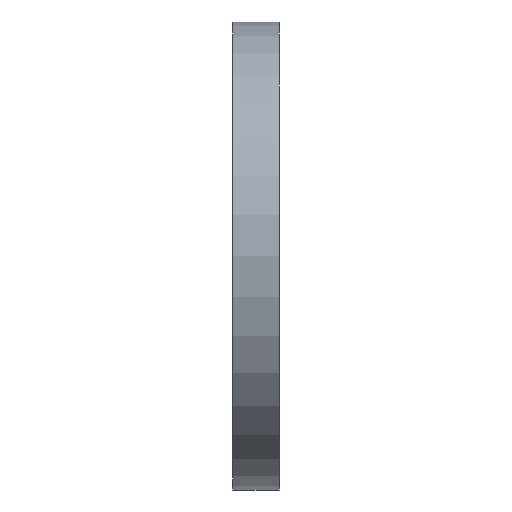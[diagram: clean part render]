
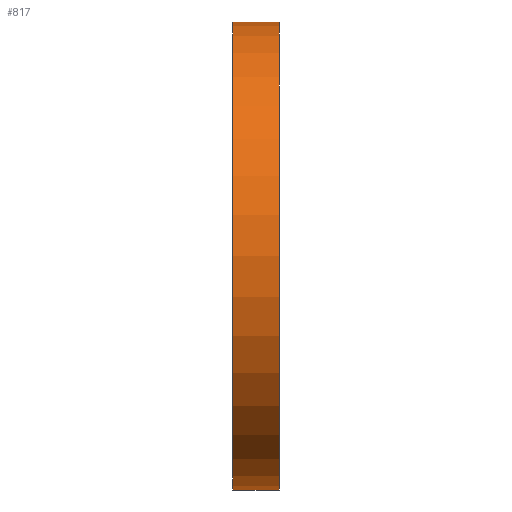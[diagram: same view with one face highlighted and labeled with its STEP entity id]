
A CAD part, left-side view. The second image highlights one B-rep face of the part: STEP entity #817.
In plain terms, the highlighted cylindrical face has radius 50 mm (diameter 100 mm), a partial arc.
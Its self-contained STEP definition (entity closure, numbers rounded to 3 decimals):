
#320 = DIRECTION ( 'NONE',  ( 0., 0., 1. ) ) ;
#639 = LINE ( 'NONE', #9267, #11555 ) ;
#774 = CARTESIAN_POINT ( 'NONE',  ( 0., 0., -50. ) ) ;
#817 = ADVANCED_FACE ( 'NONE', ( #1117 ), #2757, .T. ) ;
#869 = DIRECTION ( 'NONE',  ( 0., -1., 0. ) ) ;
#1113 = DIRECTION ( 'NONE',  ( 0., 0., 1. ) ) ;
#1117 = FACE_OUTER_BOUND ( 'NONE', #7155, .T. ) ;
#1300 = ORIENTED_EDGE ( 'NONE', *, *, #9694, .T. ) ;
#1308 = ORIENTED_EDGE ( 'NONE', *, *, #13441, .F. ) ;
#2232 = VERTEX_POINT ( 'NONE', #4215 ) ;
#2574 = VERTEX_POINT ( 'NONE', #3886 ) ;
#2747 = AXIS2_PLACEMENT_3D ( 'NONE', #12660, #6234, #1113 ) ;
#2757 = CYLINDRICAL_SURFACE ( 'NONE', #13098, 50. ) ;
#2803 = CARTESIAN_POINT ( 'NONE',  ( 0., 10., -50. ) ) ;
#3034 = ORIENTED_EDGE ( 'NONE', *, *, #4315, .F. ) ;
#3741 = CARTESIAN_POINT ( 'NONE',  ( 0., 10., 50. ) ) ;
#3886 = CARTESIAN_POINT ( 'NONE',  ( 0., 10., 50. ) ) ;
#4215 = CARTESIAN_POINT ( 'NONE',  ( 0., 0., 50. ) ) ;
#4315 = EDGE_CURVE ( 'NONE', #2574, #2232, #13151, .T. ) ;
#4475 = VERTEX_POINT ( 'NONE', #774 ) ;
#4617 = VERTEX_POINT ( 'NONE', #2803 ) ;
#4922 = CARTESIAN_POINT ( 'NONE',  ( 0., 10., 0. ) ) ;
#5068 = CIRCLE ( 'NONE', #11617, 50. ) ;
#5594 = DIRECTION ( 'NONE',  ( 0., 1., 0. ) ) ;
#6234 = DIRECTION ( 'NONE',  ( 0., 1., 0. ) ) ;
#6936 = DIRECTION ( 'NONE',  ( 0., 0., -1. ) ) ;
#7155 = EDGE_LOOP ( 'NONE', ( #3034, #1308, #1300, #11406 ) ) ;
#7912 = DIRECTION ( 'NONE',  ( 0., -1., 0. ) ) ;
#8534 = VECTOR ( 'NONE', #7912, 1000. ) ;
#9267 = CARTESIAN_POINT ( 'NONE',  ( 0., 10., -50. ) ) ;
#9425 = CIRCLE ( 'NONE', #2747, 50. ) ;
#9694 = EDGE_CURVE ( 'NONE', #4617, #4475, #639, .T. ) ;
#9705 = EDGE_CURVE ( 'NONE', #4475, #2232, #9425, .T. ) ;
#11406 = ORIENTED_EDGE ( 'NONE', *, *, #9705, .T. ) ;
#11555 = VECTOR ( 'NONE', #869, 1000. ) ;
#11617 = AXIS2_PLACEMENT_3D ( 'NONE', #12993, #5594, #320 ) ;
#12301 = DIRECTION ( 'NONE',  ( 0., -1., 0. ) ) ;
#12660 = CARTESIAN_POINT ( 'NONE',  ( 0., 0., 0. ) ) ;
#12993 = CARTESIAN_POINT ( 'NONE',  ( 0., 10., 0. ) ) ;
#13098 = AXIS2_PLACEMENT_3D ( 'NONE', #4922, #12301, #6936 ) ;
#13151 = LINE ( 'NONE', #3741, #8534 ) ;
#13441 = EDGE_CURVE ( 'NONE', #4617, #2574, #5068, .T. ) ;
